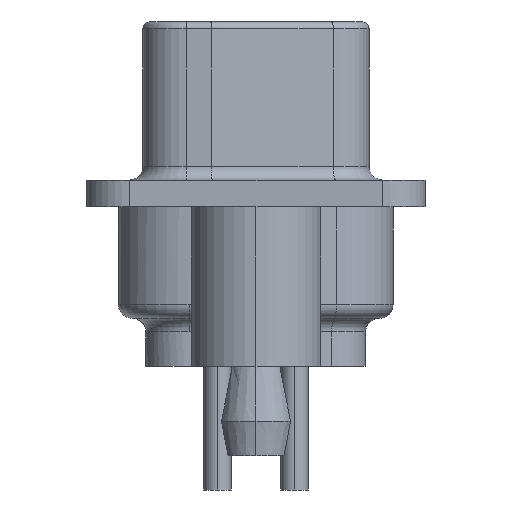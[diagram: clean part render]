
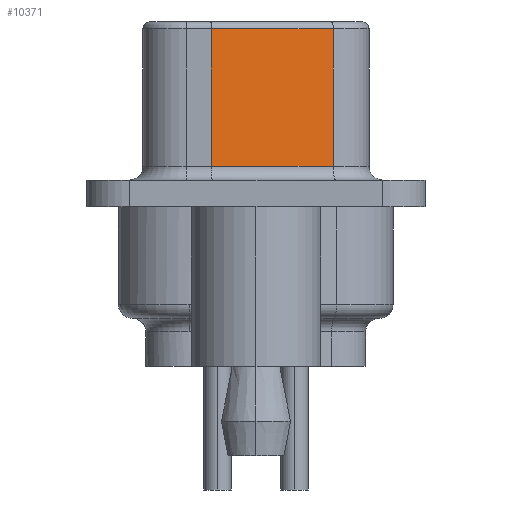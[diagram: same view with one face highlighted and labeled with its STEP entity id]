
A CAD part, left-side view. The second image highlights one B-rep face of the part: STEP entity #10371.
In plain terms, the highlighted planar face has unit normal (-0.985, -0.174, 0).
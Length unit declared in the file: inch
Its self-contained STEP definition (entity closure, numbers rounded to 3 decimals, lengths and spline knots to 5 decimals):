
#83 = CARTESIAN_POINT ( 'NONE',  ( -0.7555, 0.065, 0.23 ) ) ;
#156 = LINE ( 'NONE', #8870, #4750 ) ;
#387 = EDGE_CURVE ( 'NONE', #4300, #8334, #13694, .T. ) ;
#756 = DIRECTION ( 'NONE',  ( 0., 0., -1. ) ) ;
#773 = CARTESIAN_POINT ( 'NONE',  ( -0.72421, -0.11244, 0.22 ) ) ;
#784 = ORIENTED_EDGE ( 'NONE', *, *, #13250, .F. ) ;
#861 = DIRECTION ( 'NONE',  ( -0.174, 0.985, 0. ) ) ;
#1244 = CARTESIAN_POINT ( 'NONE',  ( -0.72421, -0.11244, 0.02 ) ) ;
#2378 = DIRECTION ( 'NONE',  ( -0.174, 0.985, 0. ) ) ;
#3383 = CARTESIAN_POINT ( 'NONE',  ( -0.7555, 0.065, 0.02 ) ) ;
#3424 = PLANE ( 'NONE',  #5578 ) ;
#3863 = ORIENTED_EDGE ( 'NONE', *, *, #4599, .T. ) ;
#4300 = VERTEX_POINT ( 'NONE', #9478 ) ;
#4599 = EDGE_CURVE ( 'NONE', #8334, #7260, #12315, .T. ) ;
#4750 = VECTOR ( 'NONE', #7595, 39.37008 ) ;
#5478 = ORIENTED_EDGE ( 'NONE', *, *, #387, .T. ) ;
#5578 = AXIS2_PLACEMENT_3D ( 'NONE', #83, #11868, #2378 ) ;
#5641 = CARTESIAN_POINT ( 'NONE',  ( -0.7555, 0.065, 0.02 ) ) ;
#6030 = CARTESIAN_POINT ( 'NONE',  ( -0.7555, 0.065, 0.23 ) ) ;
#6185 = VECTOR ( 'NONE', #861, 39.37008 ) ;
#7260 = VERTEX_POINT ( 'NONE', #1244 ) ;
#7595 = DIRECTION ( 'NONE',  ( 0., 0., -1. ) ) ;
#7813 = DIRECTION ( 'NONE',  ( 0.174, -0.985, 0. ) ) ;
#8334 = VERTEX_POINT ( 'NONE', #3383 ) ;
#8870 = CARTESIAN_POINT ( 'NONE',  ( -0.72421, -0.11244, 0.23 ) ) ;
#9240 = VERTEX_POINT ( 'NONE', #773 ) ;
#9333 = EDGE_LOOP ( 'NONE', ( #5478, #3863, #784, #9525 ) ) ;
#9478 = CARTESIAN_POINT ( 'NONE',  ( -0.7555, 0.065, 0.22 ) ) ;
#9525 = ORIENTED_EDGE ( 'NONE', *, *, #11941, .T. ) ;
#9782 = VECTOR ( 'NONE', #756, 39.37008 ) ;
#9875 = FACE_OUTER_BOUND ( 'NONE', #9333, .T. ) ;
#10371 = ADVANCED_FACE ( 'NONE', ( #9875 ), #3424, .F. ) ;
#11395 = CARTESIAN_POINT ( 'NONE',  ( -0.7555, 0.065, 0.22 ) ) ;
#11868 = DIRECTION ( 'NONE',  ( 0.985, 0.174, 0. ) ) ;
#11941 = EDGE_CURVE ( 'NONE', #9240, #4300, #12522, .T. ) ;
#12315 = LINE ( 'NONE', #5641, #12541 ) ;
#12522 = LINE ( 'NONE', #11395, #6185 ) ;
#12541 = VECTOR ( 'NONE', #7813, 39.37008 ) ;
#13250 = EDGE_CURVE ( 'NONE', #9240, #7260, #156, .T. ) ;
#13694 = LINE ( 'NONE', #6030, #9782 ) ;
